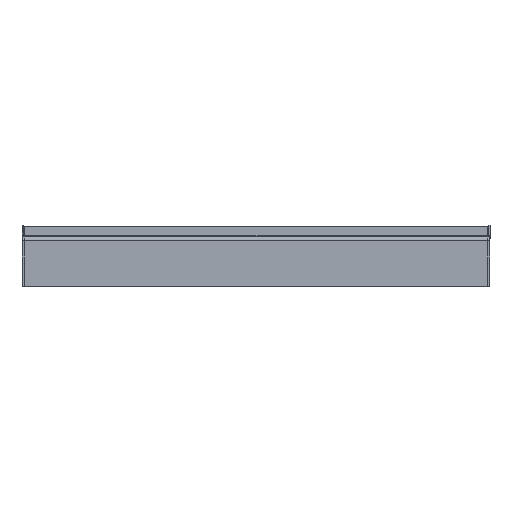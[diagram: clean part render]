
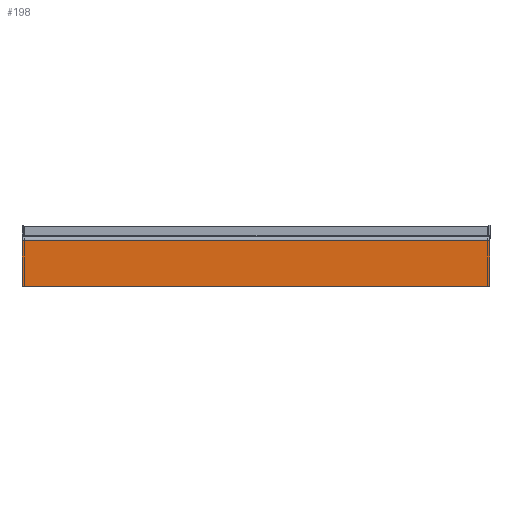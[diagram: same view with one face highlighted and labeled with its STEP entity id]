
A CAD part, top view. The second image highlights one B-rep face of the part: STEP entity #198.
In plain terms, the highlighted planar face has unit normal (0, 0, 1).
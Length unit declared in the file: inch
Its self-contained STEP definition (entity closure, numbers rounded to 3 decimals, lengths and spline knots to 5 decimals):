
#136 = ORIENTED_EDGE ( 'NONE', *, *, #7910, .T. ) ;
#149 = EDGE_CURVE ( 'NONE', #7177, #7140, #3932, .T. ) ;
#173 = EDGE_CURVE ( 'NONE', #7177, #6292, #7448, .T. ) ;
#177 = ORIENTED_EDGE ( 'NONE', *, *, #149, .F. ) ;
#198 = ADVANCED_FACE ( 'NONE', ( #4700 ), #8824, .T. ) ;
#265 = VECTOR ( 'NONE', #1917, 39.37008 ) ;
#422 = CARTESIAN_POINT ( 'NONE',  ( 20.96651, -0.375, 21. ) ) ;
#1149 = LINE ( 'NONE', #7281, #4699 ) ;
#1392 = EDGE_LOOP ( 'NONE', ( #177, #2961, #136, #1627 ) ) ;
#1423 = CARTESIAN_POINT ( 'NONE',  ( -20.96651, -4.5, 21. ) ) ;
#1627 = ORIENTED_EDGE ( 'NONE', *, *, #3571, .T. ) ;
#1776 = VECTOR ( 'NONE', #5638, 39.37008 ) ;
#1875 = DIRECTION ( 'NONE',  ( 0., 0., 1. ) ) ;
#1917 = DIRECTION ( 'NONE',  ( 0., -1., 0. ) ) ;
#2563 = CARTESIAN_POINT ( 'NONE',  ( 0., 0., 21. ) ) ;
#2961 = ORIENTED_EDGE ( 'NONE', *, *, #173, .T. ) ;
#3243 = CARTESIAN_POINT ( 'NONE',  ( -20.96651, 0., 21. ) ) ;
#3482 = CARTESIAN_POINT ( 'NONE',  ( 20.96651, 0., 21. ) ) ;
#3571 = EDGE_CURVE ( 'NONE', #7814, #7140, #6272, .T. ) ;
#3891 = DIRECTION ( 'NONE',  ( 1., 0., 0. ) ) ;
#3932 = LINE ( 'NONE', #8180, #6674 ) ;
#4200 = AXIS2_PLACEMENT_3D ( 'NONE', #2563, #1875, #4623 ) ;
#4410 = CARTESIAN_POINT ( 'NONE',  ( -20.96651, -0.375, 21. ) ) ;
#4612 = DIRECTION ( 'NONE',  ( 1., 0., 0. ) ) ;
#4623 = DIRECTION ( 'NONE',  ( 1., 0., 0. ) ) ;
#4699 = VECTOR ( 'NONE', #3891, 39.37008 ) ;
#4700 = FACE_OUTER_BOUND ( 'NONE', #1392, .T. ) ;
#5638 = DIRECTION ( 'NONE',  ( 0., 1., 0. ) ) ;
#6272 = LINE ( 'NONE', #3482, #1776 ) ;
#6292 = VERTEX_POINT ( 'NONE', #1423 ) ;
#6674 = VECTOR ( 'NONE', #4612, 39.37008 ) ;
#7140 = VERTEX_POINT ( 'NONE', #422 ) ;
#7177 = VERTEX_POINT ( 'NONE', #4410 ) ;
#7281 = CARTESIAN_POINT ( 'NONE',  ( 0., -4.5, 21. ) ) ;
#7448 = LINE ( 'NONE', #3243, #265 ) ;
#7814 = VERTEX_POINT ( 'NONE', #7834 ) ;
#7834 = CARTESIAN_POINT ( 'NONE',  ( 20.96651, -4.5, 21. ) ) ;
#7910 = EDGE_CURVE ( 'NONE', #6292, #7814, #1149, .T. ) ;
#8180 = CARTESIAN_POINT ( 'NONE',  ( 20.875, -0.375, 21. ) ) ;
#8824 = PLANE ( 'NONE',  #4200 ) ;
